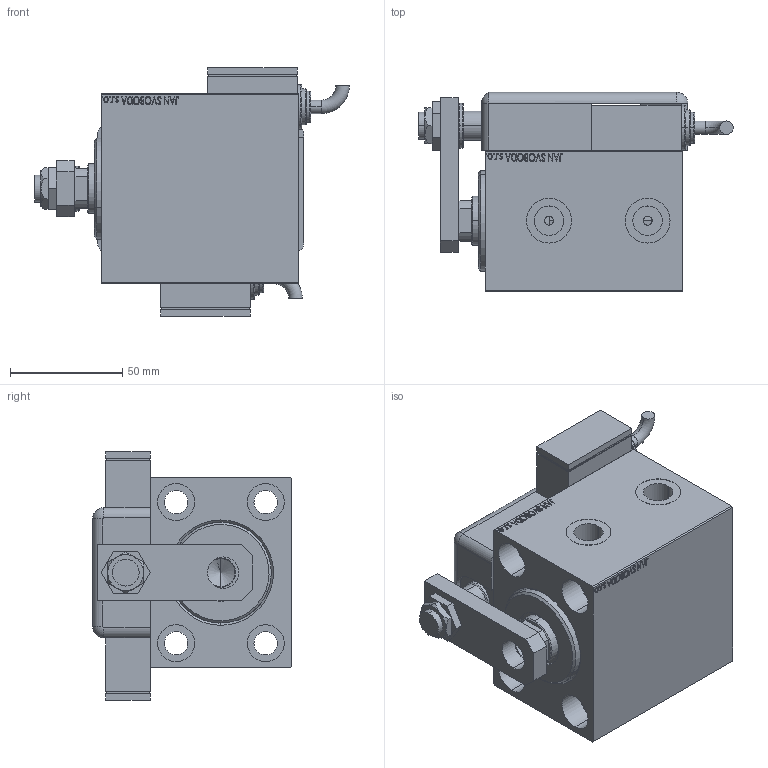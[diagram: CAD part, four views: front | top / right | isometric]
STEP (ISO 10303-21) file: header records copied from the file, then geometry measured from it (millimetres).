
FILE_DESCRIPTION (( 'STEP AP203' ), '1' );
FILE_NAME ('9d26.STEP', '2022-04-16T21:08:57', ( '' ), ( '' ), 'SwSTEP 2.0', 'SolidWorks 2019', '' );
FILE_SCHEMA (( 'CONFIG_CONTROL_DESIGN' ));
Length unit declared in the file: millimetre
Products named in the file (13): 9d26; V450CM_C_Body db32a9c4ddfe18df7cfa451405f2ed60; TYC db32a9c4ddfe18df7cfa451405f2ed60; NUT_D13 db32a9c4ddfe18df7cfa451405f2ed60; SWITCH DIM A_G db32a9c4ddfe18df7cfa451405f2ed60; V450CM_C_VCP db32a9c4ddfe18df7cfa451405f2ed60; ZARAZKA_Q db32a9c4ddfe18df7cfa451405f2ed60; SWITCH Q db32a9c4ddfe18df7cfa451405f2ed60; SWITCH_Q_FRONT_BACK db32a9c4ddfe18df7cfa451405f2ed60; NUT_D19 db32a9c4ddfe18df7cfa451405f2ed60; MAGNETIC SWITCH Q db32a9c4ddfe18df7cfa451405f2ed60; KRYT db32a9c4ddfe18df7cfa451405f2ed60; V450CM_VC_B db32a9c4ddfe18df7cfa451405f2ed60
Assembly tree (13 placements, depth 3):
  9d26
    V450CM_C_Body db32a9c4ddfe18df7cfa451405f2ed60
    V450CM_C_VCP db32a9c4ddfe18df7cfa451405f2ed60
    V450CM_VC_B db32a9c4ddfe18df7cfa451405f2ed60
    MAGNETIC SWITCH Q db32a9c4ddfe18df7cfa451405f2ed60
      SWITCH_Q_FRONT_BACK db32a9c4ddfe18df7cfa451405f2ed60
      TYC db32a9c4ddfe18df7cfa451405f2ed60
      ZARAZKA_Q db32a9c4ddfe18df7cfa451405f2ed60
      SWITCH DIM A_G db32a9c4ddfe18df7cfa451405f2ed60
      NUT_D19 db32a9c4ddfe18df7cfa451405f2ed60
      NUT_D13 db32a9c4ddfe18df7cfa451405f2ed60
      KRYT db32a9c4ddfe18df7cfa451405f2ed60
      SWITCH Q db32a9c4ddfe18df7cfa451405f2ed60  x2
Bounding box: 140.46 x 88.8 x 111 mm (x, y, z)
Volume: 538494.2 mm3; surface area: 131546.8 mm2
Topology: 13 solids, 13 shells, 1263 faces, 3206 edges, 2115 vertices
Faces by surface type: plane 619, bspline 471, cylinder 127, cone 22, torus 22, sphere 2
Entity records: 60403 total; most frequent: CARTESIAN_POINT 32396, ORIENTED_EDGE 6216, DIRECTION 3960, EDGE_CURVE 3108, VERTEX_POINT 2055, VECTOR 1842, LINE 1842, EDGE_LOOP 1401
